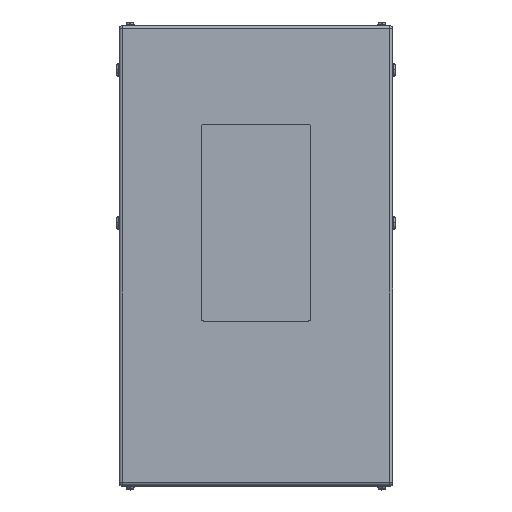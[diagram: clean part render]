
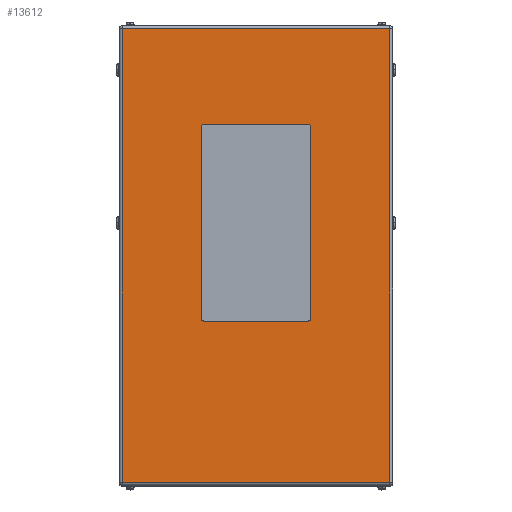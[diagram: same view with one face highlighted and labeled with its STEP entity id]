
A CAD part, top view. The second image highlights one B-rep face of the part: STEP entity #13612.
In plain terms, the highlighted planar face has unit normal (0, 0, 1).
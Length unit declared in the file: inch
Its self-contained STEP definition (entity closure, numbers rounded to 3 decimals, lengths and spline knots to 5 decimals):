
#6 = CARTESIAN_POINT ( 'NONE',  ( -4.75, 12., 29. ) ) ;
#58 = VECTOR ( 'NONE', #9778, 39.37008 ) ;
#116 = VERTEX_POINT ( 'NONE', #9640 ) ;
#141 = EDGE_CURVE ( 'NONE', #9402, #10934, #16796, .T. ) ;
#159 = EDGE_CURVE ( 'NONE', #10934, #13887, #7409, .T. ) ;
#471 = VECTOR ( 'NONE', #16876, 39.37008 ) ;
#492 = EDGE_LOOP ( 'NONE', ( #14939, #4653, #20552, #4290 ) ) ;
#638 = DIRECTION ( 'NONE',  ( 1., 0., 0. ) ) ;
#809 = VERTEX_POINT ( 'NONE', #11669 ) ;
#935 = DIRECTION ( 'NONE',  ( 1., 0., 0. ) ) ;
#1224 = VERTEX_POINT ( 'NONE', #5916 ) ;
#1323 = AXIS2_PLACEMENT_3D ( 'NONE', #6409, #4770, #935 ) ;
#1344 = EDGE_CURVE ( 'NONE', #8513, #2634, #6270, .T. ) ;
#2212 = CARTESIAN_POINT ( 'NONE',  ( -12.234, 20.734, 29. ) ) ;
#2600 = FACE_BOUND ( 'NONE', #19969, .T. ) ;
#2634 = VERTEX_POINT ( 'NONE', #2212 ) ;
#2757 = ORIENTED_EDGE ( 'NONE', *, *, #11284, .F. ) ;
#2774 = CARTESIAN_POINT ( 'NONE',  ( 12.234, -20.734, 29. ) ) ;
#4278 = CARTESIAN_POINT ( 'NONE',  ( 12.5, 20.734, 29. ) ) ;
#4290 = ORIENTED_EDGE ( 'NONE', *, *, #1344, .T. ) ;
#4375 = CARTESIAN_POINT ( 'NONE',  ( 5., 11.75, 29. ) ) ;
#4569 = EDGE_CURVE ( 'NONE', #809, #1224, #20847, .T. ) ;
#4653 = ORIENTED_EDGE ( 'NONE', *, *, #21160, .T. ) ;
#4770 = DIRECTION ( 'NONE',  ( 0., 0., 1. ) ) ;
#4919 = ORIENTED_EDGE ( 'NONE', *, *, #17989, .F. ) ;
#5329 = CARTESIAN_POINT ( 'NONE',  ( -12.234, -20.734, 29. ) ) ;
#5462 = CARTESIAN_POINT ( 'NONE',  ( 12.234, 21., 29. ) ) ;
#5507 = EDGE_CURVE ( 'NONE', #2634, #13855, #16638, .T. ) ;
#5673 = CARTESIAN_POINT ( 'NONE',  ( 4.75, -6., 29. ) ) ;
#5844 = CARTESIAN_POINT ( 'NONE',  ( -5., 11.75, 29. ) ) ;
#5916 = CARTESIAN_POINT ( 'NONE',  ( 4.75, 12., 29. ) ) ;
#6189 = CARTESIAN_POINT ( 'NONE',  ( -5., -5.75, 29. ) ) ;
#6258 = VERTEX_POINT ( 'NONE', #12108 ) ;
#6270 = LINE ( 'NONE', #4278, #21381 ) ;
#6409 = CARTESIAN_POINT ( 'NONE',  ( 4.75, -5.75, 29. ) ) ;
#6604 = ORIENTED_EDGE ( 'NONE', *, *, #4569, .F. ) ;
#6673 = VECTOR ( 'NONE', #18539, 39.37008 ) ;
#7325 = DIRECTION ( 'NONE',  ( 0., 1., 0. ) ) ;
#7409 = LINE ( 'NONE', #7523, #6673 ) ;
#7523 = CARTESIAN_POINT ( 'NONE',  ( -4.75, -6., 29. ) ) ;
#7748 = DIRECTION ( 'NONE',  ( 1., 0., 0. ) ) ;
#7969 = CARTESIAN_POINT ( 'NONE',  ( -4.75, -6., 29. ) ) ;
#8513 = VERTEX_POINT ( 'NONE', #12102 ) ;
#8720 = VECTOR ( 'NONE', #13000, 39.37008 ) ;
#8908 = VECTOR ( 'NONE', #638, 39.37008 ) ;
#9298 = AXIS2_PLACEMENT_3D ( 'NONE', #12690, #21588, #7748 ) ;
#9402 = VERTEX_POINT ( 'NONE', #6189 ) ;
#9494 = LINE ( 'NONE', #5844, #8720 ) ;
#9640 = CARTESIAN_POINT ( 'NONE',  ( -5., 11.75, 29. ) ) ;
#9652 = LINE ( 'NONE', #4375, #58 ) ;
#9700 = DIRECTION ( 'NONE',  ( 0., 0., 1. ) ) ;
#9741 = FACE_OUTER_BOUND ( 'NONE', #492, .T. ) ;
#9778 = DIRECTION ( 'NONE',  ( 0., 1., 0. ) ) ;
#10934 = VERTEX_POINT ( 'NONE', #7969 ) ;
#11284 = EDGE_CURVE ( 'NONE', #14515, #116, #14071, .T. ) ;
#11563 = DIRECTION ( 'NONE',  ( -1., 0., 0. ) ) ;
#11645 = LINE ( 'NONE', #13151, #8908 ) ;
#11669 = CARTESIAN_POINT ( 'NONE',  ( 5., 11.75, 29. ) ) ;
#12102 = CARTESIAN_POINT ( 'NONE',  ( 12.234, 20.734, 29. ) ) ;
#12108 = CARTESIAN_POINT ( 'NONE',  ( 5., -5.75, 29. ) ) ;
#12384 = LINE ( 'NONE', #5462, #18683 ) ;
#12690 = CARTESIAN_POINT ( 'NONE',  ( -4.75, -5.75, 29. ) ) ;
#13000 = DIRECTION ( 'NONE',  ( 0., -1., 0. ) ) ;
#13151 = CARTESIAN_POINT ( 'NONE',  ( 12.234, -20.734, 29. ) ) ;
#13438 = ORIENTED_EDGE ( 'NONE', *, *, #23153, .F. ) ;
#13612 = ADVANCED_FACE ( 'NONE', ( #2600, #9741 ), #16900, .F. ) ;
#13855 = VERTEX_POINT ( 'NONE', #5329 ) ;
#13887 = VERTEX_POINT ( 'NONE', #5673 ) ;
#14071 = CIRCLE ( 'NONE', #19674, 0.25 ) ;
#14148 = DIRECTION ( 'NONE',  ( -1., 0., 0. ) ) ;
#14206 = VECTOR ( 'NONE', #14148, 39.37008 ) ;
#14515 = VERTEX_POINT ( 'NONE', #16558 ) ;
#14549 = ORIENTED_EDGE ( 'NONE', *, *, #20090, .F. ) ;
#14939 = ORIENTED_EDGE ( 'NONE', *, *, #5507, .T. ) ;
#15012 = EDGE_CURVE ( 'NONE', #1224, #14515, #15930, .T. ) ;
#15052 = AXIS2_PLACEMENT_3D ( 'NONE', #19327, #21290, #15696 ) ;
#15265 = ORIENTED_EDGE ( 'NONE', *, *, #141, .F. ) ;
#15696 = DIRECTION ( 'NONE',  ( -1., 0., 0. ) ) ;
#15930 = LINE ( 'NONE', #6, #14206 ) ;
#16558 = CARTESIAN_POINT ( 'NONE',  ( -4.75, 12., 29. ) ) ;
#16638 = LINE ( 'NONE', #20349, #471 ) ;
#16796 = CIRCLE ( 'NONE', #9298, 0.25 ) ;
#16876 = DIRECTION ( 'NONE',  ( 0., -1., 0. ) ) ;
#16900 = PLANE ( 'NONE',  #15052 ) ;
#17442 = CIRCLE ( 'NONE', #1323, 0.25 ) ;
#17989 = EDGE_CURVE ( 'NONE', #116, #9402, #9494, .T. ) ;
#18067 = DIRECTION ( 'NONE',  ( 0., 0., 1. ) ) ;
#18084 = ORIENTED_EDGE ( 'NONE', *, *, #15012, .F. ) ;
#18272 = AXIS2_PLACEMENT_3D ( 'NONE', #21447, #18067, #19579 ) ;
#18539 = DIRECTION ( 'NONE',  ( 1., 0., 0. ) ) ;
#18683 = VECTOR ( 'NONE', #7325, 39.37008 ) ;
#18712 = CARTESIAN_POINT ( 'NONE',  ( -4.75, 11.75, 29. ) ) ;
#19327 = CARTESIAN_POINT ( 'NONE',  ( 12.5, 21., 29. ) ) ;
#19579 = DIRECTION ( 'NONE',  ( -1., 0., 0. ) ) ;
#19674 = AXIS2_PLACEMENT_3D ( 'NONE', #18712, #9700, #20684 ) ;
#19969 = EDGE_LOOP ( 'NONE', ( #22178, #15265, #4919, #2757, #18084, #6604, #13438, #14549 ) ) ;
#20090 = EDGE_CURVE ( 'NONE', #13887, #6258, #17442, .T. ) ;
#20349 = CARTESIAN_POINT ( 'NONE',  ( -12.234, 21., 29. ) ) ;
#20552 = ORIENTED_EDGE ( 'NONE', *, *, #22039, .T. ) ;
#20684 = DIRECTION ( 'NONE',  ( 1., 0., 0. ) ) ;
#20847 = CIRCLE ( 'NONE', #18272, 0.25 ) ;
#20879 = VERTEX_POINT ( 'NONE', #2774 ) ;
#21160 = EDGE_CURVE ( 'NONE', #13855, #20879, #11645, .T. ) ;
#21290 = DIRECTION ( 'NONE',  ( 0., 0., -1. ) ) ;
#21381 = VECTOR ( 'NONE', #11563, 39.37008 ) ;
#21447 = CARTESIAN_POINT ( 'NONE',  ( 4.75, 11.75, 29. ) ) ;
#21588 = DIRECTION ( 'NONE',  ( 0., 0., 1. ) ) ;
#22039 = EDGE_CURVE ( 'NONE', #20879, #8513, #12384, .T. ) ;
#22178 = ORIENTED_EDGE ( 'NONE', *, *, #159, .F. ) ;
#23153 = EDGE_CURVE ( 'NONE', #6258, #809, #9652, .T. ) ;
